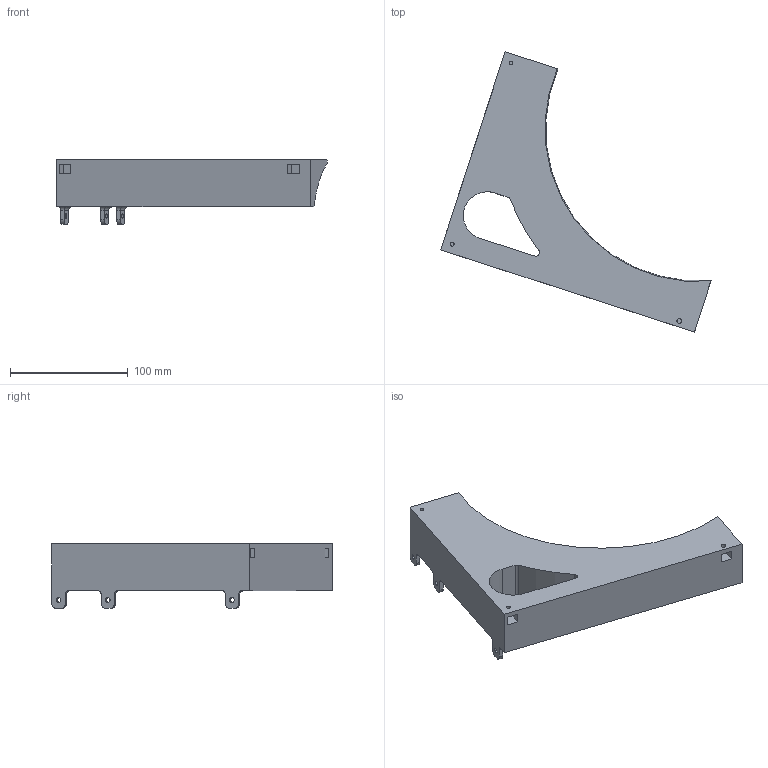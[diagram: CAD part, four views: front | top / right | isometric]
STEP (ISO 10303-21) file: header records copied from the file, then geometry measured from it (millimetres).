
FILE_DESCRIPTION(/* description */ (''),/* implementation_level */ '2;1');
FILE_NAME(/* name */ '',/* time_stamp */ '2025-11-07T20:20:47+03:00',/* author */ ('Phantom'),/* organization */ (''),/* preprocessor_version */ 'ST-DEVELOPER v20',/* originating_system */ 'Autodesk Inventor 2025',/* authorisation */ '');
FILE_SCHEMA (('AUTOMOTIVE_DESIGN { 1 0 10303 214 3 1 1 }'));
Length unit declared in the file: millimetre
Products named in the file (1): загиб изменять
Bounding box: 229.93 x 238.35 x 55 mm (x, y, z)
Volume: 432194.5 mm3; surface area: 67134.3 mm2
Topology: 1 solids, 1 shells, 60 faces, 172 edges, 132 vertices
Faces by surface type: plane 34, cylinder 24, cone 1, torus 1
Full cylindrical faces by diameter (mm): 3.25 x1, 3.3 x1, 4.2 x4
Entity records: 2062 total; most frequent: CARTESIAN_POINT 396, DIRECTION 336, ORIENTED_EDGE 320, EDGE_CURVE 160, AXIS2_PLACEMENT_3D 113, LINE 110, VECTOR 110, VERTEX_POINT 105
